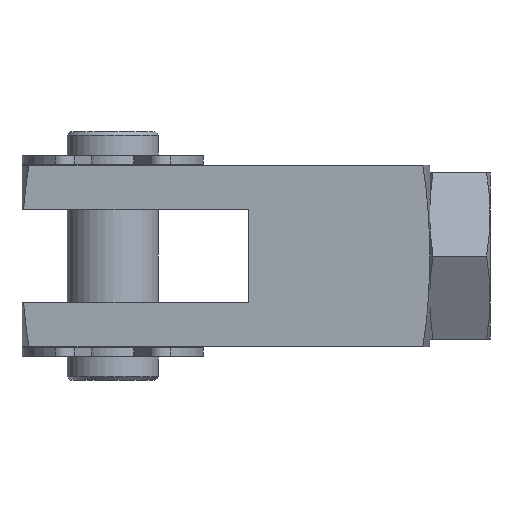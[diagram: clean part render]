
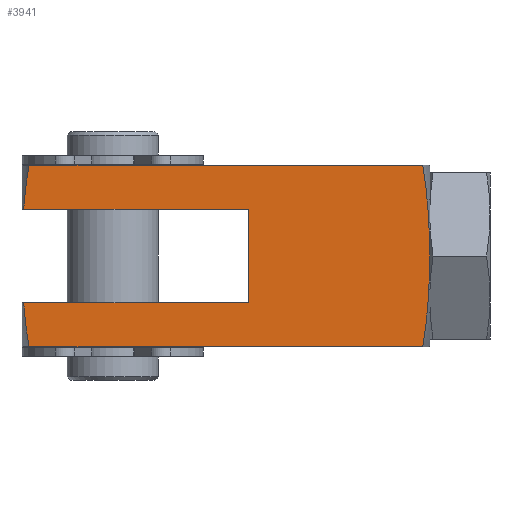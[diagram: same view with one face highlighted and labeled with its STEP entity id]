
A CAD part, front view. The second image highlights one B-rep face of the part: STEP entity #3941.
In plain terms, the highlighted planar face has unit normal (0, -1, 0).
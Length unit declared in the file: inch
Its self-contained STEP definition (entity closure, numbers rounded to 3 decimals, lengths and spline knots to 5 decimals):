
#68 = DIRECTION ( 'NONE',  ( -1., 0., 0. ) ) ;
#82 = VECTOR ( 'NONE', #610, 39.37008 ) ;
#116 = AXIS2_PLACEMENT_3D ( 'NONE', #1551, #4143, #4167 ) ;
#427 = CARTESIAN_POINT ( 'NONE',  ( 1.29388, -0.375, 0.31348 ) ) ;
#445 = CARTESIAN_POINT ( 'NONE',  ( 1.29397, -0.375, -0.31294 ) ) ;
#447 = CARTESIAN_POINT ( 'NONE',  ( 1.30779, -0.375, 0.15723 ) ) ;
#471 = CARTESIAN_POINT ( 'NONE',  ( 1.3094, -0.375, 0.12578 ) ) ;
#531 = EDGE_CURVE ( 'NONE', #5597, #4600, #575, .T. ) ;
#575 = LINE ( 'NONE', #6394, #82 ) ;
#610 = DIRECTION ( 'NONE',  ( -1., 0., 0. ) ) ;
#713 = CARTESIAN_POINT ( 'NONE',  ( -0.36916, -0.375, -0.19375 ) ) ;
#738 = VECTOR ( 'NONE', #4768, 39.37008 ) ;
#942 = ORIENTED_EDGE ( 'NONE', *, *, #2230, .F. ) ;
#962 = CARTESIAN_POINT ( 'NONE',  ( 1.3115, -0.375, 0.06292 ) ) ;
#1000 = CARTESIAN_POINT ( 'NONE',  ( 0.562, -0.375, -0.19375 ) ) ;
#1104 = B_SPLINE_CURVE_WITH_KNOTS ( 'NONE', 3,
 ( #6777, #427, #5711, #447, #471, #962, #6680, #4069 ),
 .UNSPECIFIED., .F., .F.,
 ( 4, 2, 2, 4 ),
 ( 0.2389, 0.24369, 0.24609, 0.24848 ),
 .UNSPECIFIED. ) ;
#1140 = CARTESIAN_POINT ( 'NONE',  ( 1.312, -0.375, -0.375 ) ) ;
#1195 = CARTESIAN_POINT ( 'NONE',  ( 1.28344, -0.375, -0.375 ) ) ;
#1230 = CARTESIAN_POINT ( 'NONE',  ( -0.34744, -0.375, 0.375 ) ) ;
#1347 = ORIENTED_EDGE ( 'NONE', *, *, #3884, .F. ) ;
#1415 = VERTEX_POINT ( 'NONE', #4153 ) ;
#1447 = VERTEX_POINT ( 'NONE', #4118 ) ;
#1551 = CARTESIAN_POINT ( 'NONE',  ( 1.312, -0.375, -0.375 ) ) ;
#1563 = CARTESIAN_POINT ( 'NONE',  ( 0.562, -0.375, 0.19375 ) ) ;
#1759 = CARTESIAN_POINT ( 'NONE',  ( -0.34744, -0.375, -0.375 ) ) ;
#2159 = DIRECTION ( 'NONE',  ( -1., 0., 0. ) ) ;
#2230 = EDGE_CURVE ( 'NONE', #2627, #2965, #5596, .T. ) ;
#2368 = CARTESIAN_POINT ( 'NONE',  ( -0.34744, -0.375, -0.375 ) ) ;
#2411 = LINE ( 'NONE', #1140, #4125 ) ;
#2487 = EDGE_CURVE ( 'NONE', #4671, #5891, #2411, .T. ) ;
#2529 = ORIENTED_EDGE ( 'NONE', *, *, #3756, .F. ) ;
#2588 = EDGE_CURVE ( 'NONE', #5891, #2627, #4792, .T. ) ;
#2627 = VERTEX_POINT ( 'NONE', #713 ) ;
#2704 = EDGE_CURVE ( 'NONE', #5597, #1415, #1104, .T. ) ;
#2965 = VERTEX_POINT ( 'NONE', #6223 ) ;
#3071 = ORIENTED_EDGE ( 'NONE', *, *, #2704, .F. ) ;
#3109 = CARTESIAN_POINT ( 'NONE',  ( -0.35766, -0.375, 0.31481 ) ) ;
#3206 = LINE ( 'NONE', #1000, #738 ) ;
#3529 = VECTOR ( 'NONE', #2159, 39.37008 ) ;
#3611 = CARTESIAN_POINT ( 'NONE',  ( 1.30108, -0.375, -0.25062 ) ) ;
#3614 = CARTESIAN_POINT ( 'NONE',  ( -0.36916, -0.375, 0.19375 ) ) ;
#3756 = EDGE_CURVE ( 'NONE', #1415, #4671, #4505, .T. ) ;
#3811 = ORIENTED_EDGE ( 'NONE', *, *, #5283, .F. ) ;
#3864 = CARTESIAN_POINT ( 'NONE',  ( -0.3576, -0.375, -0.31517 ) ) ;
#3883 = VECTOR ( 'NONE', #6315, 39.37008 ) ;
#3884 = EDGE_CURVE ( 'NONE', #2965, #5715, #3206, .T. ) ;
#3941 = ADVANCED_FACE ( 'NONE', ( #6583 ), #6345, .F. ) ;
#4054 = CARTESIAN_POINT ( 'NONE',  ( -0.36465, -0.375, 0.25438 ) ) ;
#4069 = CARTESIAN_POINT ( 'NONE',  ( 1.312, -0.375, 0. ) ) ;
#4118 = CARTESIAN_POINT ( 'NONE',  ( -0.36916, -0.375, 0.19375 ) ) ;
#4125 = VECTOR ( 'NONE', #68, 39.37008 ) ;
#4137 = CARTESIAN_POINT ( 'NONE',  ( -0.34744, -0.375, 0.375 ) ) ;
#4143 = DIRECTION ( 'NONE',  ( 0., 1., 0. ) ) ;
#4153 = CARTESIAN_POINT ( 'NONE',  ( 1.312, -0.375, 0. ) ) ;
#4167 = DIRECTION ( 'NONE',  ( 0., 0., 1. ) ) ;
#4505 = B_SPLINE_CURVE_WITH_KNOTS ( 'NONE', 3,
 ( #5708, #5663, #6229, #3611, #445, #6775 ),
 .UNSPECIFIED., .F., .F.,
 ( 4, 2, 4 ),
 ( 0., 0.00478, 0.00955 ),
 .UNSPECIFIED. ) ;
#4531 = EDGE_LOOP ( 'NONE', ( #5039, #3811, #1347, #942, #6191, #4836, #2529, #3071, #6299 ) ) ;
#4600 = VERTEX_POINT ( 'NONE', #1230 ) ;
#4671 = VERTEX_POINT ( 'NONE', #1195 ) ;
#4685 = CARTESIAN_POINT ( 'NONE',  ( -0.376, -0.375, -0.19375 ) ) ;
#4768 = DIRECTION ( 'NONE',  ( 0., 0., 1. ) ) ;
#4792 = B_SPLINE_CURVE_WITH_KNOTS ( 'NONE', 3,
 ( #1759, #3864, #6558, #5988 ),
 .UNSPECIFIED., .F., .F.,
 ( 4, 4 ),
 ( 0.2389, 0.24356 ),
 .UNSPECIFIED. ) ;
#4836 = ORIENTED_EDGE ( 'NONE', *, *, #2487, .F. ) ;
#5039 = ORIENTED_EDGE ( 'NONE', *, *, #5624, .F. ) ;
#5283 = EDGE_CURVE ( 'NONE', #5715, #1447, #5655, .T. ) ;
#5284 = CARTESIAN_POINT ( 'NONE',  ( 0.562, -0.375, 0.19375 ) ) ;
#5596 = LINE ( 'NONE', #4685, #3883 ) ;
#5597 = VERTEX_POINT ( 'NONE', #5640 ) ;
#5624 = EDGE_CURVE ( 'NONE', #1447, #4600, #6145, .T. ) ;
#5640 = CARTESIAN_POINT ( 'NONE',  ( 1.28344, -0.375, 0.375 ) ) ;
#5655 = LINE ( 'NONE', #5284, #3529 ) ;
#5663 = CARTESIAN_POINT ( 'NONE',  ( 1.312, -0.375, -0.06287 ) ) ;
#5708 = CARTESIAN_POINT ( 'NONE',  ( 1.312, -0.375, 0. ) ) ;
#5711 = CARTESIAN_POINT ( 'NONE',  ( 1.30102, -0.375, 0.25129 ) ) ;
#5715 = VERTEX_POINT ( 'NONE', #1563 ) ;
#5891 = VERTEX_POINT ( 'NONE', #2368 ) ;
#5988 = CARTESIAN_POINT ( 'NONE',  ( -0.36916, -0.375, -0.19375 ) ) ;
#6145 = B_SPLINE_CURVE_WITH_KNOTS ( 'NONE', 3,
 ( #3614, #4054, #3109, #4137 ),
 .UNSPECIFIED., .F., .F.,
 ( 4, 4 ),
 ( 0.00492, 0.00955 ),
 .UNSPECIFIED. ) ;
#6191 = ORIENTED_EDGE ( 'NONE', *, *, #2588, .F. ) ;
#6223 = CARTESIAN_POINT ( 'NONE',  ( 0.562, -0.375, -0.19375 ) ) ;
#6229 = CARTESIAN_POINT ( 'NONE',  ( 1.31006, -0.375, -0.12558 ) ) ;
#6299 = ORIENTED_EDGE ( 'NONE', *, *, #531, .T. ) ;
#6315 = DIRECTION ( 'NONE',  ( 1., 0., 0. ) ) ;
#6345 = PLANE ( 'NONE',  #116 ) ;
#6394 = CARTESIAN_POINT ( 'NONE',  ( 1.312, -0.375, 0.375 ) ) ;
#6558 = CARTESIAN_POINT ( 'NONE',  ( -0.36463, -0.375, -0.25471 ) ) ;
#6583 = FACE_OUTER_BOUND ( 'NONE', #4531, .T. ) ;
#6680 = CARTESIAN_POINT ( 'NONE',  ( 1.312, -0.375, 0.03154 ) ) ;
#6775 = CARTESIAN_POINT ( 'NONE',  ( 1.28344, -0.375, -0.375 ) ) ;
#6777 = CARTESIAN_POINT ( 'NONE',  ( 1.28344, -0.375, 0.375 ) ) ;
